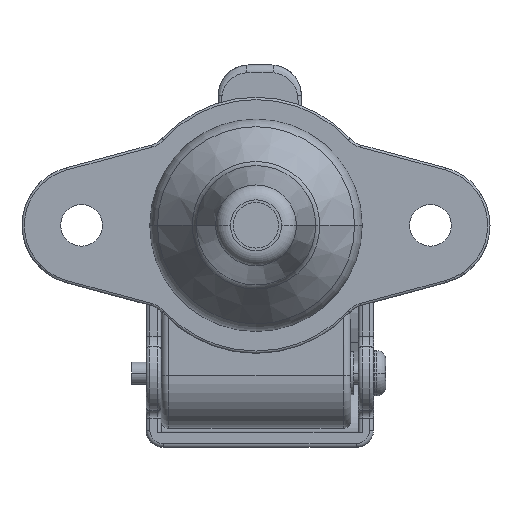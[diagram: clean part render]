
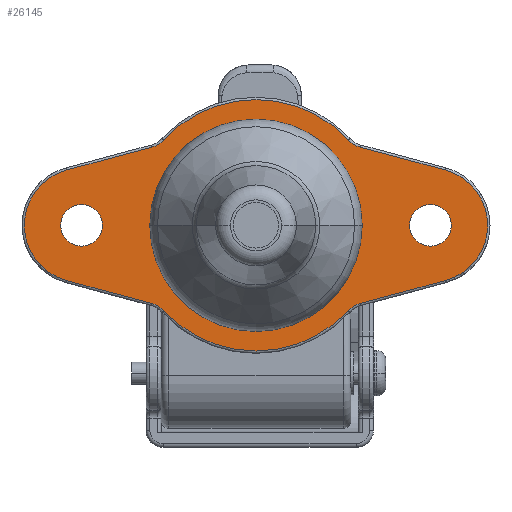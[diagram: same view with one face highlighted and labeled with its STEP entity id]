
A CAD part, front view. The second image highlights one B-rep face of the part: STEP entity #26145.
In plain terms, the highlighted planar face has unit normal (0, -1, 0).
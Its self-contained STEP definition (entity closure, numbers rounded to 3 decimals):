
#2704=CARTESIAN_POINT('',(14.602,20.,13.483));
#2705=DIRECTION('',(0.,-1.,0.));
#2706=DIRECTION('',(-0.735,0.,-0.678));
#2707=AXIS2_PLACEMENT_3D('',#2704,#2705,#2706);
#2709=DIRECTION('',(0.966,0.,-0.259));
#2710=VECTOR('',#2709,11.601);
#2711=CARTESIAN_POINT('',(13.748,20.,10.295));
#2712=LINE('',#2711,#2710);
#2713=CARTESIAN_POINT('',(23.,20.,0.));
#2714=DIRECTION('',(0.,1.,0.));
#2715=DIRECTION('',(0.259,0.,0.966));
#2716=AXIS2_PLACEMENT_3D('',#2713,#2714,#2715);
#2718=DIRECTION('',(-0.966,0.,-0.259));
#2719=VECTOR('',#2718,11.601);
#2720=CARTESIAN_POINT('',(24.954,20.,-7.293));
#2721=LINE('',#2720,#2719);
#2722=CARTESIAN_POINT('',(14.602,20.,-13.483));
#2723=DIRECTION('',(0.,-1.,0.));
#2724=DIRECTION('',(-0.259,0.,0.966));
#2725=AXIS2_PLACEMENT_3D('',#2722,#2723,#2724);
#2727=CARTESIAN_POINT('',(0.,20.,0.));
#2728=DIRECTION('',(0.,1.,0.));
#2729=DIRECTION('',(0.735,0.,-0.678));
#2730=AXIS2_PLACEMENT_3D('',#2727,#2728,#2729);
#2732=CARTESIAN_POINT('',(-14.602,20.,-13.483));
#2733=DIRECTION('',(0.,-1.,0.));
#2734=DIRECTION('',(0.735,0.,0.678));
#2735=AXIS2_PLACEMENT_3D('',#2732,#2733,#2734);
#2737=DIRECTION('',(-0.966,0.,0.259));
#2738=VECTOR('',#2737,11.601);
#2739=CARTESIAN_POINT('',(-13.748,20.,
-10.295));
#2740=LINE('',#2739,#2738);
#2741=CARTESIAN_POINT('',(-23.,20.,0.));
#2742=DIRECTION('',(0.,1.,0.));
#2743=DIRECTION('',(-0.259,0.,-0.966));
#2744=AXIS2_PLACEMENT_3D('',#2741,#2742,#2743);
#2746=DIRECTION('',(0.966,0.,0.259));
#2747=VECTOR('',#2746,11.601);
#2748=CARTESIAN_POINT('',(-24.954,20.,7.293));
#2749=LINE('',#2748,#2747);
#2750=CARTESIAN_POINT('',(-14.602,20.,13.483));
#2751=DIRECTION('',(0.,-1.,0.));
#2752=DIRECTION('',(0.259,0.,-0.966));
#2753=AXIS2_PLACEMENT_3D('',#2750,#2751,#2752);
#2755=CARTESIAN_POINT('',(0.,20.,0.));
#2756=DIRECTION('',(0.,1.,0.));
#2757=DIRECTION('',(-0.735,0.,0.678));
#2758=AXIS2_PLACEMENT_3D('',#2755,#2756,#2757);
#2760=CARTESIAN_POINT('',(-23.,20.,0.));
#2761=DIRECTION('',(0.,-1.,0.));
#2762=DIRECTION('',(1.,0.,0.));
#2763=AXIS2_PLACEMENT_3D('',#2760,#2761,#2762);
#2765=CARTESIAN_POINT('',(-23.,20.,0.));
#2766=DIRECTION('',(0.,-1.,0.));
#2767=DIRECTION('',(-1.,0.,0.));
#2768=AXIS2_PLACEMENT_3D('',#2765,#2766,#2767);
#2770=CARTESIAN_POINT('',(23.,20.,0.));
#2771=DIRECTION('',(0.,-1.,0.));
#2772=DIRECTION('',(1.,0.,0.));
#2773=AXIS2_PLACEMENT_3D('',#2770,#2771,#2772);
#2775=CARTESIAN_POINT('',(23.,20.,0.));
#2776=DIRECTION('',(0.,-1.,0.));
#2777=DIRECTION('',(-1.,0.,0.));
#2778=AXIS2_PLACEMENT_3D('',#2775,#2776,#2777);
#2780=CARTESIAN_POINT('',(0.,20.,0.));
#2781=DIRECTION('',(0.,-1.,0.));
#2782=DIRECTION('',(-1.,0.,-0.002));
#2783=AXIS2_PLACEMENT_3D('',#2780,#2781,#2782);
#2785=CARTESIAN_POINT('',(0.,20.,0.));
#2786=DIRECTION('',(0.,-1.,0.));
#2787=DIRECTION('',(1.,0.,0.002));
#2788=AXIS2_PLACEMENT_3D('',#2785,#2786,#2787);
#2912=CARTESIAN_POINT('',(0.,20.,0.));
#2913=DIRECTION('',(0.,1.,0.));
#2914=DIRECTION('',(1.,0.,0.002));
#2915=AXIS2_PLACEMENT_3D('',#2912,#2913,#2914);
#2917=CARTESIAN_POINT('',(13.499,20.,
-0.19));
#2918=CARTESIAN_POINT('',(13.499,20.,
-0.191));
#2919=CARTESIAN_POINT('',(13.499,20.,
-0.193));
#2920=CARTESIAN_POINT('',(13.499,20.,
-0.193));
#2921=CARTESIAN_POINT('',(13.499,20.,
-0.198));
#2922=CARTESIAN_POINT('',(13.499,20.,
-0.2));
#2929=CARTESIAN_POINT('',(0.,20.,0.));
#2930=DIRECTION('',(0.,1.,0.));
#2931=DIRECTION('',(-1.,0.,-0.002));
#2932=AXIS2_PLACEMENT_3D('',#2929,#2930,#2931);
#2934=CARTESIAN_POINT('',(-13.499,20.,
0.19));
#2935=CARTESIAN_POINT('',(-13.499,20.,
0.191));
#2936=CARTESIAN_POINT('',(-13.499,20.,
0.193));
#2937=CARTESIAN_POINT('',(-13.499,20.,
0.196));
#2938=CARTESIAN_POINT('',(-13.499,20.,
0.198));
#2939=CARTESIAN_POINT('',(-13.499,20.,
0.2));
#15421=CARTESIAN_POINT('',(13.5,20.,0.024));
#15422=CARTESIAN_POINT('',(13.499,20.,-0.19));
#15423=VERTEX_POINT('',#15421);
#15424=VERTEX_POINT('',#15422);
#15425=VERTEX_POINT('',#2922);
#15426=CARTESIAN_POINT('',(-13.5,20.,-0.024));
#15427=VERTEX_POINT('',#15426);
#15432=CARTESIAN_POINT('',(12.178,20.,11.244));
#15433=CARTESIAN_POINT('',(13.748,20.,10.295));
#15434=VERTEX_POINT('',#15432);
#15435=VERTEX_POINT('',#15433);
#15436=CARTESIAN_POINT('',(24.954,20.,7.293));
#15437=VERTEX_POINT('',#15436);
#15438=CARTESIAN_POINT('',(24.954,20.,-7.293));
#15439=VERTEX_POINT('',#15438);
#15440=CARTESIAN_POINT('',(13.748,20.,
-10.295));
#15441=VERTEX_POINT('',#15440);
#15442=CARTESIAN_POINT('',(12.178,20.,-11.244));
#15443=VERTEX_POINT('',#15442);
#15444=CARTESIAN_POINT('',(-12.178,20.,-11.244));
#15445=VERTEX_POINT('',#15444);
#15446=CARTESIAN_POINT('',(-13.748,20.,-10.295));
#15447=VERTEX_POINT('',#15446);
#15448=CARTESIAN_POINT('',(-24.954,20.,-7.293));
#15449=VERTEX_POINT('',#15448);
#15450=CARTESIAN_POINT('',(-24.954,20.,7.293));
#15451=VERTEX_POINT('',#15450);
#15452=CARTESIAN_POINT('',(-13.748,20.,
10.295));
#15453=VERTEX_POINT('',#15452);
#15454=CARTESIAN_POINT('',(-12.178,20.,11.244));
#15455=VERTEX_POINT('',#15454);
#15456=CARTESIAN_POINT('',(-20.25,20.,0.));
#15457=CARTESIAN_POINT('',(-25.75,20.,0.));
#15458=VERTEX_POINT('',#15456);
#15459=VERTEX_POINT('',#15457);
#15460=CARTESIAN_POINT('',(25.75,20.,0.));
#15461=CARTESIAN_POINT('',(20.25,20.,0.));
#15462=VERTEX_POINT('',#15460);
#15463=VERTEX_POINT('',#15461);
#15464=CARTESIAN_POINT('',(-13.499,20.,0.2));
#15465=VERTEX_POINT('',#15464);
#15466=VERTEX_POINT('',#2934);
#26089=CARTESIAN_POINT('',(0.,20.,0.));
#26090=DIRECTION('',(0.,1.,0.));
#26091=DIRECTION('',(1.,0.,0.));
#26092=AXIS2_PLACEMENT_3D('',#26089,#26090,#26091);
#26093=PLANE('',#26092);
#26095=ORIENTED_EDGE('',*,*,#26094,.T.);
#26097=ORIENTED_EDGE('',*,*,#26096,.T.);
#26098=ORIENTED_EDGE('',*,*,#26078,.T.);
#26100=ORIENTED_EDGE('',*,*,#26099,.T.);
#26102=ORIENTED_EDGE('',*,*,#26101,.T.);
#26104=ORIENTED_EDGE('',*,*,#26103,.T.);
#26106=ORIENTED_EDGE('',*,*,#26105,.T.);
#26108=ORIENTED_EDGE('',*,*,#26107,.T.);
#26110=ORIENTED_EDGE('',*,*,#26109,.T.);
#26112=ORIENTED_EDGE('',*,*,#26111,.T.);
#26114=ORIENTED_EDGE('',*,*,#26113,.T.);
#26116=ORIENTED_EDGE('',*,*,#26115,.T.);
#26117=EDGE_LOOP('',(#26095,#26097,#26098,#26100,#26102,#26104,#26106,#26108,
#26110,#26112,#26114,#26116));
#26118=FACE_OUTER_BOUND('',#26117,.F.);
#26120=ORIENTED_EDGE('',*,*,#26119,.T.);
#26122=ORIENTED_EDGE('',*,*,#26121,.T.);
#26123=EDGE_LOOP('',(#26120,#26122));
#26124=FACE_BOUND('',#26123,.F.);
#26126=ORIENTED_EDGE('',*,*,#26125,.T.);
#26128=ORIENTED_EDGE('',*,*,#26127,.T.);
#26129=EDGE_LOOP('',(#26126,#26128));
#26130=FACE_BOUND('',#26129,.F.);
#26132=ORIENTED_EDGE('',*,*,#26131,.T.);
#26134=ORIENTED_EDGE('',*,*,#26133,.F.);
#26136=ORIENTED_EDGE('',*,*,#26135,.F.);
#26138=ORIENTED_EDGE('',*,*,#26137,.T.);
#26140=ORIENTED_EDGE('',*,*,#26139,.F.);
#26142=ORIENTED_EDGE('',*,*,#26141,.F.);
#26143=EDGE_LOOP('',(#26132,#26134,#26136,#26138,#26140,#26142));
#26144=FACE_BOUND('',#26143,.F.);
#26145=ADVANCED_FACE('',(#26118,#26124,#26130,#26144),#26093,.F.);
#2708=CIRCLE('',#2707,3.3);
#2717=CIRCLE('',#2716,7.55);
#2726=CIRCLE('',#2725,3.3);
#2731=CIRCLE('',#2730,16.575);
#2736=CIRCLE('',#2735,3.3);
#2745=CIRCLE('',#2744,7.55);
#2754=CIRCLE('',#2753,3.3);
#2759=CIRCLE('',#2758,16.575);
#2764=CIRCLE('',#2763,2.75);
#2769=CIRCLE('',#2768,2.75);
#2774=CIRCLE('',#2773,2.75);
#2779=CIRCLE('',#2778,2.75);
#2784=CIRCLE('',#2783,13.5);
#2789=CIRCLE('',#2788,13.5);
#2916=CIRCLE('',#2915,13.5);
#2923=B_SPLINE_CURVE_WITH_KNOTS('',3,(#2917,#2918,#2919,#2920,#2921,#2922),
.UNSPECIFIED.,.F.,.F.,(4,1,1,4),(0.,0.333,0.667,1.),
.UNSPECIFIED.);
#2933=CIRCLE('',#2932,13.5);
#2940=B_SPLINE_CURVE_WITH_KNOTS('',3,(#2934,#2935,#2936,#2937,#2938,#2939),
.UNSPECIFIED.,.F.,.F.,(4,1,1,4),(0.,0.333,0.667,1.),
.UNSPECIFIED.);
#26078=EDGE_CURVE('',#15437,#15439,#2717,.T.);
#26094=EDGE_CURVE('',#15434,#15435,#2708,.T.);
#26096=EDGE_CURVE('',#15435,#15437,#2712,.T.);
#26099=EDGE_CURVE('',#15439,#15441,#2721,.T.);
#26101=EDGE_CURVE('',#15441,#15443,#2726,.T.);
#26103=EDGE_CURVE('',#15443,#15445,#2731,.T.);
#26105=EDGE_CURVE('',#15445,#15447,#2736,.T.);
#26107=EDGE_CURVE('',#15447,#15449,#2740,.T.);
#26109=EDGE_CURVE('',#15449,#15451,#2745,.T.);
#26111=EDGE_CURVE('',#15451,#15453,#2749,.T.);
#26113=EDGE_CURVE('',#15453,#15455,#2754,.T.);
#26115=EDGE_CURVE('',#15455,#15434,#2759,.T.);
#26119=EDGE_CURVE('',#15458,#15459,#2764,.T.);
#26121=EDGE_CURVE('',#15459,#15458,#2769,.T.);
#26125=EDGE_CURVE('',#15462,#15463,#2774,.T.);
#26127=EDGE_CURVE('',#15463,#15462,#2779,.T.);
#26131=EDGE_CURVE('',#15427,#15425,#2784,.T.);
#26133=EDGE_CURVE('',#15424,#15425,#2923,.T.);
#26135=EDGE_CURVE('',#15423,#15424,#2916,.T.);
#26137=EDGE_CURVE('',#15423,#15465,#2789,.T.);
#26139=EDGE_CURVE('',#15466,#15465,#2940,.T.);
#26141=EDGE_CURVE('',#15427,#15466,#2933,.T.);
